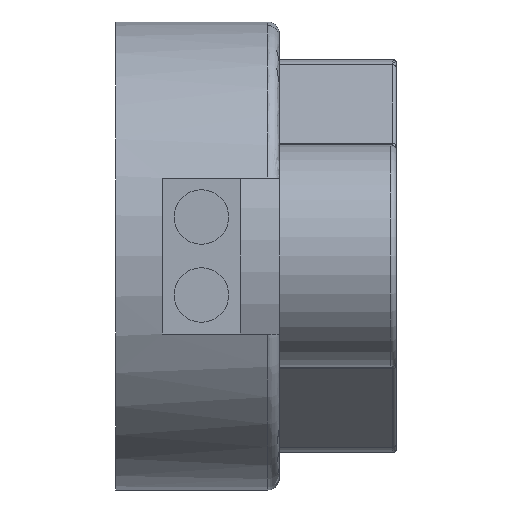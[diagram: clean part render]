
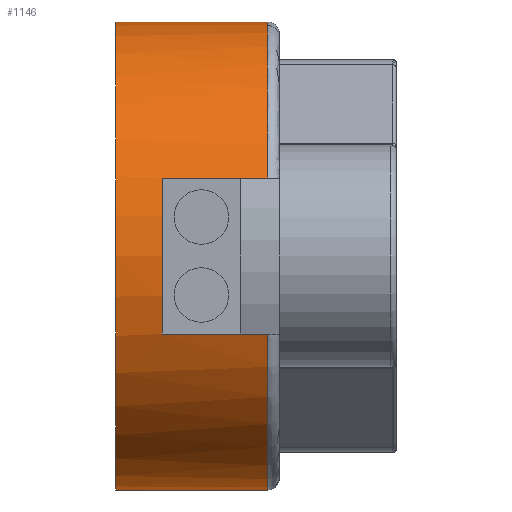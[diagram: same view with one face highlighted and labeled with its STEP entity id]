
A CAD part, left-side view. The second image highlights one B-rep face of the part: STEP entity #1146.
In plain terms, the highlighted cylindrical face has radius 6 mm (diameter 12 mm), a partial arc.
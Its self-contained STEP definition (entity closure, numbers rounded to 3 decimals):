
#93=FACE_OUTER_BOUND('',#163,.T.);
#163=EDGE_LOOP('',(#757,#758,#759,#760,#761,#762,#763,#764));
#233=LINE('',#1800,#315);
#236=LINE('',#1809,#318);
#239=LINE('',#1829,#321);
#240=LINE('',#1833,#322);
#315=VECTOR('',#1406,10.);
#318=VECTOR('',#1415,10.);
#321=VECTOR('',#1426,10.);
#322=VECTOR('',#1429,10.);
#393=CIRCLE('',#1235,6.);
#394=CIRCLE('',#1237,6.);
#395=CIRCLE('',#1238,6.);
#396=CIRCLE('',#1239,6.);
#461=VERTEX_POINT('',#1788);
#462=VERTEX_POINT('',#1799);
#464=VERTEX_POINT('',#1807);
#465=VERTEX_POINT('',#1808);
#467=VERTEX_POINT('',#1826);
#468=VERTEX_POINT('',#1828);
#469=VERTEX_POINT('',#1830);
#470=VERTEX_POINT('',#1832);
#567=EDGE_CURVE('',#462,#461,#233,.T.);
#571=EDGE_CURVE('',#464,#465,#236,.T.);
#575=EDGE_CURVE('',#465,#462,#393,.T.);
#576=EDGE_CURVE('',#467,#461,#394,.T.);
#577=EDGE_CURVE('',#467,#468,#239,.T.);
#578=EDGE_CURVE('',#469,#468,#395,.T.);
#579=EDGE_CURVE('',#470,#469,#240,.T.);
#580=EDGE_CURVE('',#464,#470,#396,.T.);
#757=ORIENTED_EDGE('',*,*,#571,.T.);
#758=ORIENTED_EDGE('',*,*,#575,.T.);
#759=ORIENTED_EDGE('',*,*,#567,.T.);
#760=ORIENTED_EDGE('',*,*,#576,.F.);
#761=ORIENTED_EDGE('',*,*,#577,.T.);
#762=ORIENTED_EDGE('',*,*,#578,.F.);
#763=ORIENTED_EDGE('',*,*,#579,.F.);
#764=ORIENTED_EDGE('',*,*,#580,.F.);
#1046=CYLINDRICAL_SURFACE('',#1236,6.);
#1146=ADVANCED_FACE('',(#93),#1046,.T.);
#1235=AXIS2_PLACEMENT_3D('',#1824,#1420,#1421);
#1236=AXIS2_PLACEMENT_3D('',#1825,#1422,#1423);
#1237=AXIS2_PLACEMENT_3D('',#1827,#1424,#1425);
#1238=AXIS2_PLACEMENT_3D('',#1831,#1427,#1428);
#1239=AXIS2_PLACEMENT_3D('',#1834,#1430,#1431);
#1406=DIRECTION('',(0.,1.,0.));
#1415=DIRECTION('',(0.,-1.,0.));
#1420=DIRECTION('center_axis',(0.,-1.,0.));
#1421=DIRECTION('ref_axis',(0.,0.,-1.));
#1422=DIRECTION('center_axis',(0.,-1.,0.));
#1423=DIRECTION('ref_axis',(0.,0.,-1.));
#1424=DIRECTION('center_axis',(0.,1.,0.));
#1425=DIRECTION('ref_axis',(1.,0.,0.));
#1426=DIRECTION('',(0.,-1.,0.));
#1427=DIRECTION('center_axis',(0.,-1.,0.));
#1428=DIRECTION('ref_axis',(0.,0.,-1.));
#1429=DIRECTION('',(0.,-1.,0.));
#1430=DIRECTION('center_axis',(0.,1.,0.));
#1431=DIRECTION('ref_axis',(1.,0.,0.));
#1788=CARTESIAN_POINT('',(42.307,44.95,2.));
#1799=CARTESIAN_POINT('',(42.307,42.25,2.));
#1800=CARTESIAN_POINT('',(42.307,45.25,2.));
#1807=CARTESIAN_POINT('',(42.307,44.95,-2.));
#1808=CARTESIAN_POINT('',(42.307,42.25,-2.));
#1809=CARTESIAN_POINT('',(42.307,45.25,-2.));
#1824=CARTESIAN_POINT('Origin',(36.65,42.25,0.));
#1825=CARTESIAN_POINT('Origin',(36.65,45.25,0.));
#1826=CARTESIAN_POINT('',(36.65,44.95,6.));
#1827=CARTESIAN_POINT('Origin',(36.65,44.95,0.));
#1828=CARTESIAN_POINT('',(36.65,41.05,6.));
#1829=CARTESIAN_POINT('',(36.65,45.25,6.));
#1830=CARTESIAN_POINT('',(36.65,41.05,-6.));
#1831=CARTESIAN_POINT('Origin',(36.65,41.05,0.));
#1832=CARTESIAN_POINT('',(36.65,44.95,-6.));
#1833=CARTESIAN_POINT('',(36.65,45.25,-6.));
#1834=CARTESIAN_POINT('Origin',(36.65,44.95,0.));
